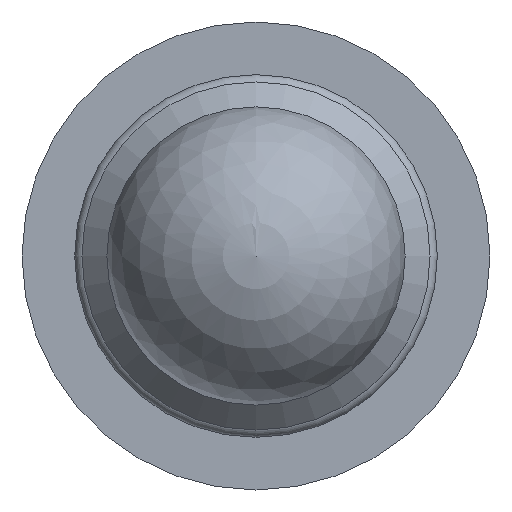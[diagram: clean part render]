
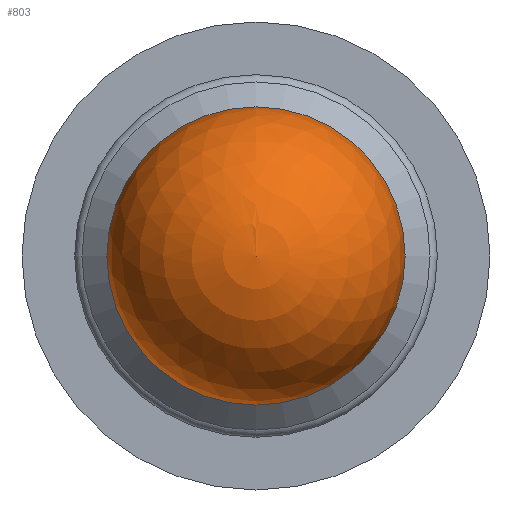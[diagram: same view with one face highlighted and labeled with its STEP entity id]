
A CAD part, front view. The second image highlights one B-rep face of the part: STEP entity #803.
In plain terms, the highlighted spherical face has radius 12.75 mm.
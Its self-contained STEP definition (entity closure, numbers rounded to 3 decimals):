
#145=FACE_OUTER_BOUND('',#199,.T.);
#199=EDGE_LOOP('',(#529,#530,#531,#532));
#273=CIRCLE('',#880,12.75);
#274=CIRCLE('',#881,12.75);
#275=CIRCLE('',#882,12.75);
#349=VERTEX_POINT('',#1300);
#350=VERTEX_POINT('',#1301);
#351=VERTEX_POINT('',#1303);
#423=EDGE_CURVE('',#349,#350,#273,.T.);
#424=EDGE_CURVE('',#350,#351,#274,.T.);
#425=EDGE_CURVE('',#350,#349,#275,.T.);
#529=ORIENTED_EDGE('',*,*,#423,.T.);
#530=ORIENTED_EDGE('',*,*,#424,.T.);
#531=ORIENTED_EDGE('',*,*,#424,.F.);
#532=ORIENTED_EDGE('',*,*,#425,.T.);
#741=SPHERICAL_SURFACE('',#879,12.75);
#803=ADVANCED_FACE('',(#145),#741,.T.);
#879=AXIS2_PLACEMENT_3D('',#1299,#1010,#1011);
#880=AXIS2_PLACEMENT_3D('',#1302,#1012,#1013);
#881=AXIS2_PLACEMENT_3D('',#1304,#1014,#1015);
#882=AXIS2_PLACEMENT_3D('',#1305,#1016,#1017);
#1010=DIRECTION('center_axis',(0.,1.,0.));
#1011=DIRECTION('ref_axis',(0.,0.,-1.));
#1012=DIRECTION('center_axis',(0.,-1.,0.));
#1013=DIRECTION('ref_axis',(1.,0.,0.));
#1014=DIRECTION('center_axis',(1.,0.,0.));
#1015=DIRECTION('ref_axis',(0.,0.,1.));
#1016=DIRECTION('center_axis',(0.,-1.,0.));
#1017=DIRECTION('ref_axis',(1.,0.,0.));
#1299=CARTESIAN_POINT('Origin',(0.,12.75,0.));
#1300=CARTESIAN_POINT('',(-12.75,12.75,0.));
#1301=CARTESIAN_POINT('',(0.,12.75,12.75));
#1302=CARTESIAN_POINT('Origin',(0.,12.75,0.));
#1303=CARTESIAN_POINT('',(0.,0.,0.));
#1304=CARTESIAN_POINT('Origin',(0.,12.75,0.));
#1305=CARTESIAN_POINT('Origin',(0.,12.75,0.));
